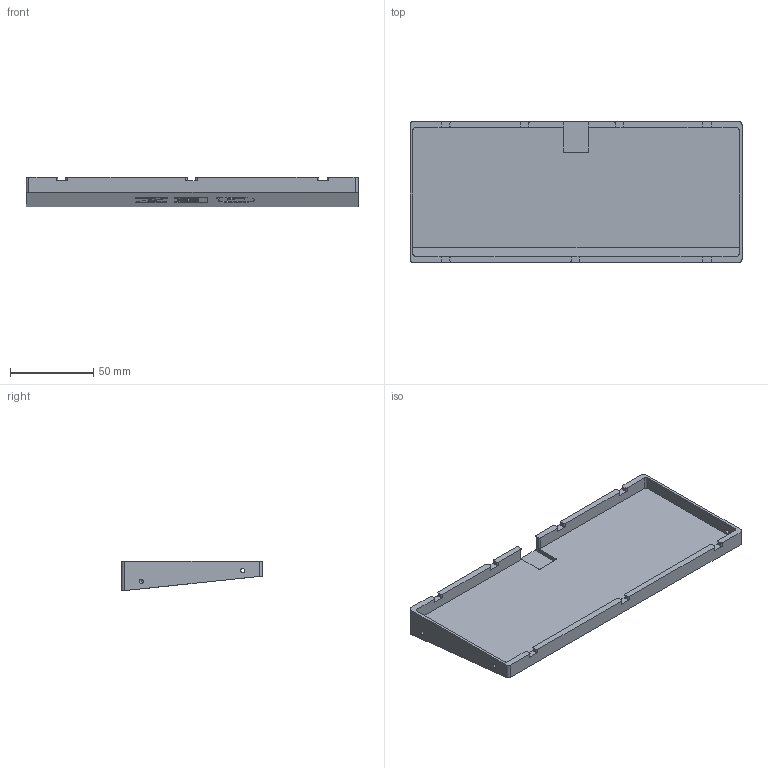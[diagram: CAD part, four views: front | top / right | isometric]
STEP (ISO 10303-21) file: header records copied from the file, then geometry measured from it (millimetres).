
FILE_DESCRIPTION(/* description */ (''),/* implementation_level */ '2;1');
FILE_NAME(/* name */ 'qez_bottom.step',/* time_stamp */ '2021-08-04T18:58:24+02:00',/* author */ (''),/* organization */ (''),/* preprocessor_version */ 'ST-DEVELOPER v18.1',/* originating_system */ 'Autodesk Translation Framework v10.9.0.1377',/* authorisation */ '');
FILE_SCHEMA (('AUTOMOTIVE_DESIGN { 1 0 10303 214 3 1 1 }'));
Length unit declared in the file: millimetre
Products named in the file (1): bottom
Bounding box: 199.86 x 84.8 x 17.94 mm (x, y, z)
Volume: 108447.4 mm3; surface area: 45914 mm2
Topology: 1 solids, 1 shells, 181 faces, 523 edges, 348 vertices
Faces by surface type: plane 81, cylinder 73, bspline 25, cone 2
Full cylindrical faces by diameter (mm): 2.5 x4
Entity records: 6137 total; most frequent: CARTESIAN_POINT 1370, ORIENTED_EDGE 1042, DIRECTION 925, EDGE_CURVE 521, VERTEX_POINT 348, LINE 319, VECTOR 319, AXIS2_PLACEMENT_3D 303
